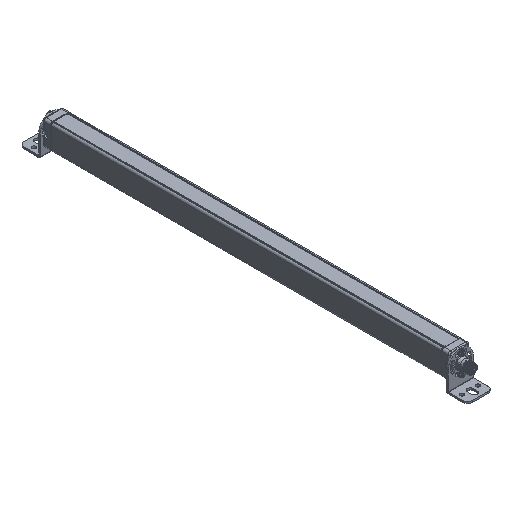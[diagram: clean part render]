
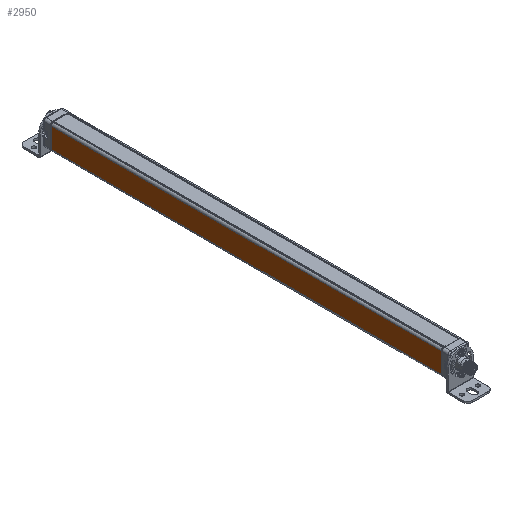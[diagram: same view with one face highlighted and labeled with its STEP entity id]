
A CAD part, isometric view. The second image highlights one B-rep face of the part: STEP entity #2950.
In plain terms, the highlighted planar face has unit normal (-1, 0, 0).
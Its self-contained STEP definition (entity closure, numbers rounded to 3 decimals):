
#98=DIRECTION('',(0.,-1.,0.));
#99=VECTOR('',#98,25.8);
#100=CARTESIAN_POINT('',(-12.7,28.8,0.));
#101=LINE('',#100,#99);
#592=DIRECTION('',(0.,-1.,0.));
#593=VECTOR('',#592,25.8);
#594=CARTESIAN_POINT('',(-12.7,28.8,495.));
#595=LINE('',#594,#593);
#1112=DIRECTION('',(0.,0.,-1.));
#1113=VECTOR('',#1112,495.);
#1114=CARTESIAN_POINT('',(-12.7,28.8,495.));
#1115=LINE('',#1114,#1113);
#1116=DIRECTION('',(0.,0.,-1.));
#1117=VECTOR('',#1116,495.);
#1118=CARTESIAN_POINT('',(-12.7,3.,495.));
#1119=LINE('',#1118,#1117);
#1226=CARTESIAN_POINT('',(-12.7,28.8,0.));
#1228=VERTEX_POINT('',#1226);
#1232=CARTESIAN_POINT('',(-12.7,28.8,495.));
#1233=VERTEX_POINT('',#1232);
#1235=CARTESIAN_POINT('',(-12.7,3.,0.));
#1237=VERTEX_POINT('',#1235);
#1238=CARTESIAN_POINT('',(-12.7,3.,495.));
#1239=VERTEX_POINT('',#1238);
#2938=CARTESIAN_POINT('',(-12.7,31.8,0.));
#2939=DIRECTION('',(-1.,0.,0.));
#2940=DIRECTION('',(0.,-1.,0.));
#2941=AXIS2_PLACEMENT_3D('',#2938,#2939,#2940);
#2942=PLANE('',#2941);
#2943=ORIENTED_EDGE('',*,*,#2933,.F.);
#2944=ORIENTED_EDGE('',*,*,#2015,.T.);
#2946=ORIENTED_EDGE('',*,*,#2945,.T.);
#2947=ORIENTED_EDGE('',*,*,#1653,.F.);
#2948=EDGE_LOOP('',(#2943,#2944,#2946,#2947));
#2949=FACE_OUTER_BOUND('',#2948,.F.);
#2950=ADVANCED_FACE('',(#2949),#2942,.T.);
#1653=EDGE_CURVE('',#1228,#1237,#101,.T.);
#2015=EDGE_CURVE('',#1233,#1239,#595,.T.);
#2933=EDGE_CURVE('',#1233,#1228,#1115,.T.);
#2945=EDGE_CURVE('',#1239,#1237,#1119,.T.);
